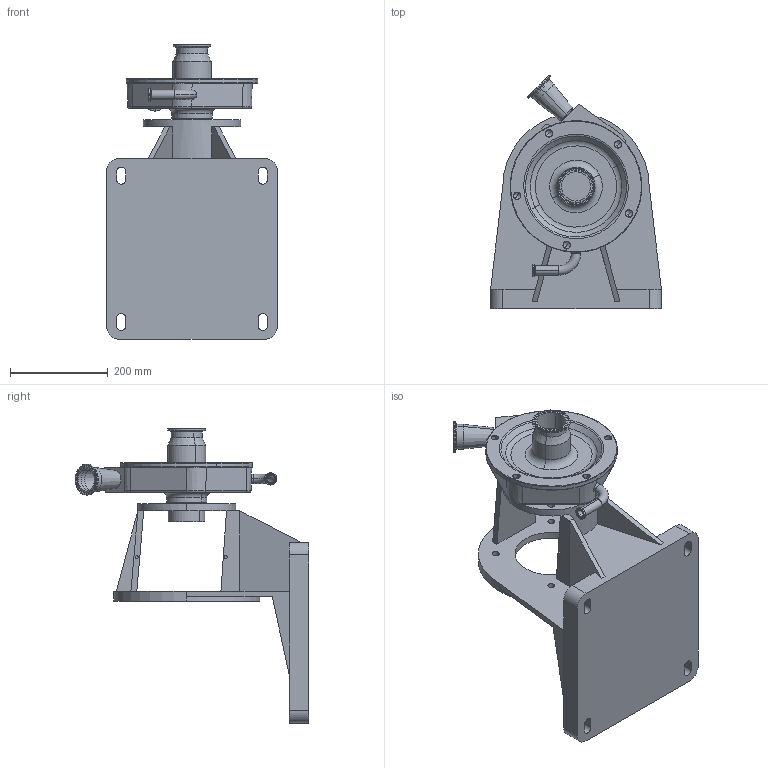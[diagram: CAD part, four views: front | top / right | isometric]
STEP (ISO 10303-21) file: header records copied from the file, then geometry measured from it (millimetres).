
FILE_DESCRIPTION (( 'STEP AP214' ), '1' );
FILE_NAME ('FP 1742-1732 280TSC 45L 3-4 In ELBOW LEFT.STEP', '2023-05-05T16:45:25', ( '' ), ( '' ), 'SwSTEP 2.0', 'SolidWorks 2023', '' );
FILE_SCHEMA (( 'AUTOMOTIVE_DESIGN' ));
Length unit declared in the file: millimetre
Products named in the file (1): FP 1742-1732 280TSC 45L 3-4 In ELBOW LEFT
Bounding box: 350 x 478.36 x 603 mm (x, y, z)
Volume: 12248308.4 mm3; surface area: 1011250.3 mm2
Topology: 2 solids, 2 shells, 329 faces, 767 edges, 456 vertices
Faces by surface type: cylinder 109, plane 87, cone 74, torus 57, sphere 1, bspline 1
Entity records: 9641 total; most frequent: CARTESIAN_POINT 1839, DIRECTION 1801, ORIENTED_EDGE 1514, EDGE_CURVE 757, AXIS2_PLACEMENT_3D 743, VERTEX_POINT 456, CIRCLE 414, EDGE_LOOP 383
